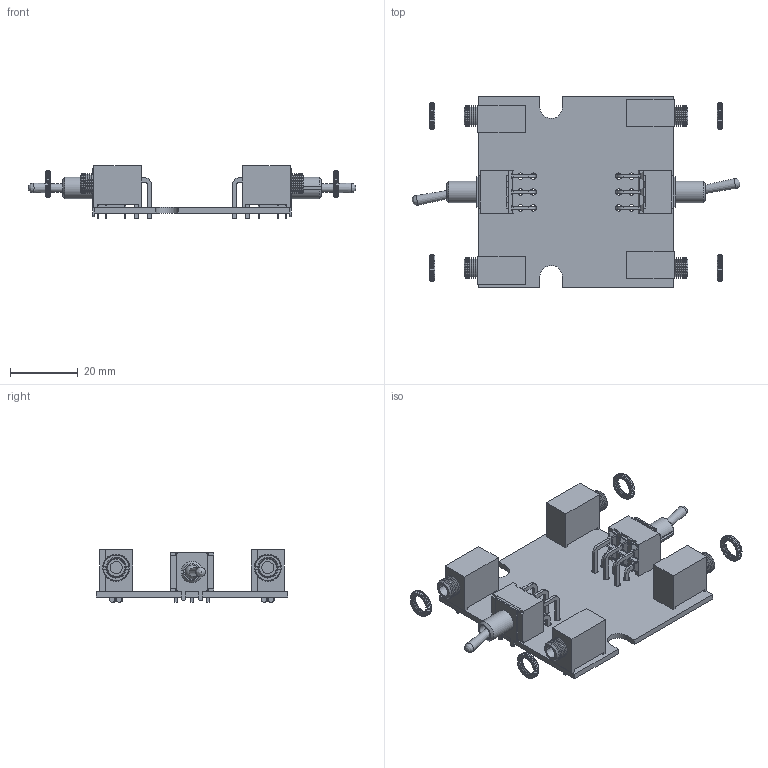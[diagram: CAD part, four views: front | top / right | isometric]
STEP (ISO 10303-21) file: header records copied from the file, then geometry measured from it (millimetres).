
FILE_DESCRIPTION(('Open CASCADE Model'),'2;1');
FILE_NAME('Open CASCADE Shape Model','2021-01-30T19:56:25',('Author'),( 'Open CASCADE'),'Open CASCADE STEP processor 6.8','Open CASCADE 6.8' ,'Unknown');
FILE_SCHEMA(('AUTOMOTIVE_DESIGN { 1 0 10303 214 1 1 1 1 }'));
Length unit declared in the file: millimetre
Products named in the file (10): PCB; Board; SW2; E-Switch_-_100DPXT1B1M6xE; J3; Switchcraft_-_TRS_-_35RAPC2BV4; J4; J2; SW1; J1
Assembly tree (13 placements, depth 3):
  PCB
    Board
    SW2
      E-Switch_-_100DPXT1B1M6xE
    J3
      Switchcraft_-_TRS_-_35RAPC2BV4
    J4
      Switchcraft_-_TRS_-_35RAPC2BV4
    J2
      Switchcraft_-_TRS_-_35RAPC2BV4
    SW1
      E-Switch_-_100DPXT1B1M6xE
    J1
      Switchcraft_-_TRS_-_35RAPC2BV4
Bounding box: 96.77 x 56.61 x 15.5 mm (x, y, z)
Volume: 12687.7 mm3; surface area: 16390.1 mm2
Topology: 11 solids, 15 shells, 2260 faces, 5688 edges, 3526 vertices
Faces by surface type: plane 1198, cylinder 494, cone 374, bspline 144, sphere 50
Full cylindrical faces by diameter (mm): 1.65 x2, 1.85 x12, 4.2 x2
Entity records: 30605 total; most frequent: CARTESIAN_POINT 8308, ORIENTED_EDGE 4186, DIRECTION 3933, EDGE_CURVE 2093, LINE 1359, VECTOR 1359, VERTEX_POINT 1313, AXIS2_PLACEMENT_3D 1287
